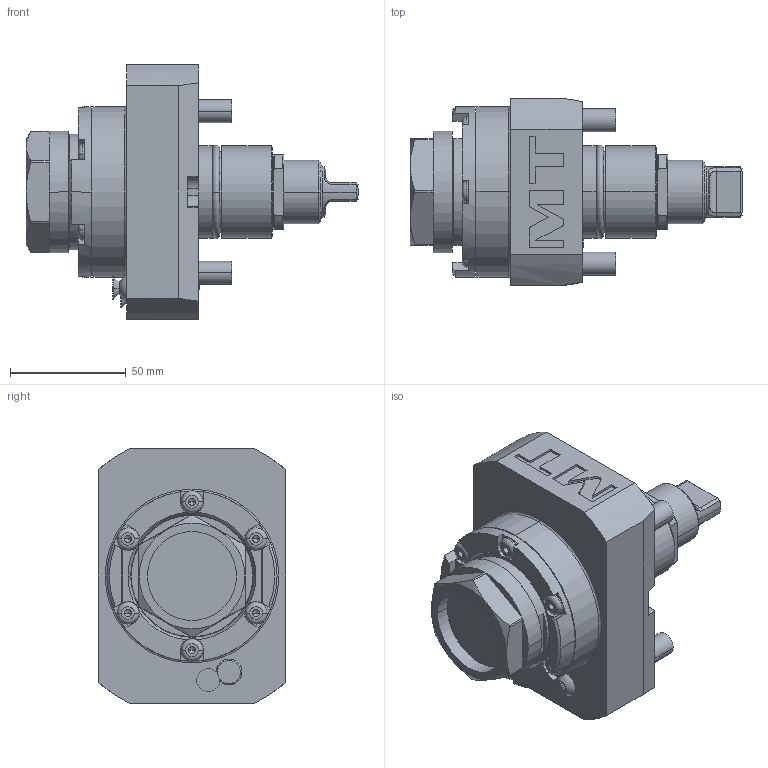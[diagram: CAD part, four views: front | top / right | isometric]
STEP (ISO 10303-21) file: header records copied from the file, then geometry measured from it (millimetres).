
FILE_DESCRIPTION((''),'2;1');
FILE_NAME('MNZ0410240_CONF','2023-02-20T16:44:22',('sterribile'),('M.T. srl'),'CREO PARAMETRIC BY PTC INC, 2021072','CREO PARAMETRIC BY PTC INC, 2021072','');
FILE_SCHEMA(('CONFIG_CONTROL_DESIGN'));
Length unit declared in the file: millimetre
Products named in the file (1): MNZ0410240_CONF
Bounding box: 143.5 x 81 x 110 mm (x, y, z)
Volume: 447312 mm3; surface area: 64490.6 mm2
Topology: 2 solids, 2 shells, 417 faces, 1044 edges, 668 vertices
Faces by surface type: plane 186, cylinder 146, cone 44, torus 32, extrusion 4, bspline 4, sphere 1
Entity records: 13280 total; most frequent: CARTESIAN_POINT 3069, DIRECTION 2210, ORIENTED_EDGE 2064, EDGE_CURVE 1032, AXIS2_PLACEMENT_3D 851, VERTEX_POINT 668, VECTOR 508, LINE 504
